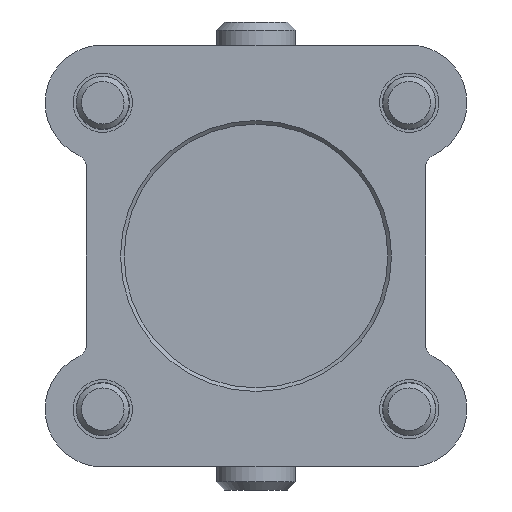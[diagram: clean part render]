
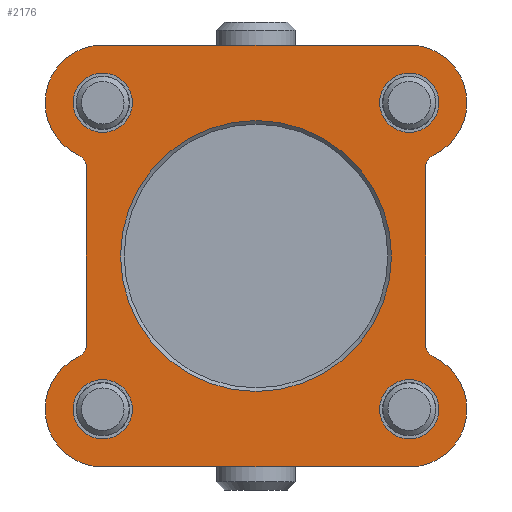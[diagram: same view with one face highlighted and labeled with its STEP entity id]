
A CAD part, front view. The second image highlights one B-rep face of the part: STEP entity #2176.
In plain terms, the highlighted planar face has unit normal (0, -1, 0).
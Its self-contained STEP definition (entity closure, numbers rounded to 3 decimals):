
#152=CIRCLE('',#2370,8.75);
#154=CIRCLE('',#2373,1.92);
#156=CIRCLE('',#2377,1.92);
#158=CIRCLE('',#2380,8.75);
#160=CIRCLE('',#2383,8.75);
#162=CIRCLE('',#2386,1.92);
#164=CIRCLE('',#2390,1.92);
#167=CIRCLE('',#2394,4.5);
#169=CIRCLE('',#2397,4.5);
#171=CIRCLE('',#2400,4.5);
#173=CIRCLE('',#2403,4.5);
#174=CIRCLE('',#2405,8.75);
#176=CIRCLE('',#2408,20.55);
#427=ORIENTED_EDGE('',*,*,#1007,.F.);
#428=ORIENTED_EDGE('',*,*,#1004,.T.);
#429=ORIENTED_EDGE('',*,*,#1002,.T.);
#430=ORIENTED_EDGE('',*,*,#1000,.T.);
#431=ORIENTED_EDGE('',*,*,#998,.T.);
#432=ORIENTED_EDGE('',*,*,#901,.F.);
#433=ORIENTED_EDGE('',*,*,#1005,.F.);
#434=ORIENTED_EDGE('',*,*,#994,.T.);
#435=ORIENTED_EDGE('',*,*,#988,.F.);
#436=ORIENTED_EDGE('',*,*,#985,.T.);
#437=ORIENTED_EDGE('',*,*,#982,.F.);
#438=ORIENTED_EDGE('',*,*,#909,.F.);
#439=ORIENTED_EDGE('',*,*,#980,.F.);
#440=ORIENTED_EDGE('',*,*,#977,.T.);
#441=ORIENTED_EDGE('',*,*,#971,.F.);
#442=ORIENTED_EDGE('',*,*,#968,.T.);
#443=ORIENTED_EDGE('',*,*,#965,.F.);
#901=EDGE_CURVE('',#1204,#1205,#1416,.T.);
#909=EDGE_CURVE('',#1212,#1213,#1424,.T.);
#965=EDGE_CURVE('',#1205,#1260,#152,.T.);
#968=EDGE_CURVE('',#1262,#1260,#154,.T.);
#971=EDGE_CURVE('',#1262,#1264,#1462,.T.);
#977=EDGE_CURVE('',#1268,#1264,#156,.T.);
#980=EDGE_CURVE('',#1268,#1212,#158,.T.);
#982=EDGE_CURVE('',#1213,#1270,#160,.T.);
#985=EDGE_CURVE('',#1272,#1270,#162,.T.);
#988=EDGE_CURVE('',#1272,#1274,#1471,.T.);
#994=EDGE_CURVE('',#1278,#1274,#164,.T.);
#998=EDGE_CURVE('',#1281,#1281,#167,.T.);
#1000=EDGE_CURVE('',#1283,#1283,#169,.T.);
#1002=EDGE_CURVE('',#1285,#1285,#171,.T.);
#1004=EDGE_CURVE('',#1287,#1287,#173,.T.);
#1005=EDGE_CURVE('',#1278,#1204,#174,.T.);
#1007=EDGE_CURVE('',#1288,#1288,#176,.T.);
#1204=VERTEX_POINT('',#3366);
#1205=VERTEX_POINT('',#3368);
#1212=VERTEX_POINT('',#3383);
#1213=VERTEX_POINT('',#3385);
#1260=VERTEX_POINT('',#3522);
#1262=VERTEX_POINT('',#3528);
#1264=VERTEX_POINT('',#3534);
#1268=VERTEX_POINT('',#3545);
#1270=VERTEX_POINT('',#3554);
#1272=VERTEX_POINT('',#3560);
#1274=VERTEX_POINT('',#3566);
#1278=VERTEX_POINT('',#3577);
#1281=VERTEX_POINT('',#3585);
#1283=VERTEX_POINT('',#3590);
#1285=VERTEX_POINT('',#3595);
#1287=VERTEX_POINT('',#3600);
#1288=VERTEX_POINT('',#3606);
#1416=LINE('',#3367,#1564);
#1424=LINE('',#3384,#1572);
#1462=LINE('',#3533,#1610);
#1471=LINE('',#3565,#1619);
#1564=VECTOR('',#2636,1000.);
#1572=VECTOR('',#2646,1000.);
#1610=VECTOR('',#2752,1000.);
#1619=VECTOR('',#2787,1000.);
#1742=EDGE_LOOP('',(#427));
#1743=EDGE_LOOP('',(#428));
#1744=EDGE_LOOP('',(#429));
#1745=EDGE_LOOP('',(#430));
#1746=EDGE_LOOP('',(#431));
#1747=EDGE_LOOP('',(#432,#433,#434,#435,#436,#437,#438,#439,#440,#441,#442,
#443));
#1932=FACE_BOUND('',#1742,.T.);
#1933=FACE_BOUND('',#1743,.T.);
#1934=FACE_BOUND('',#1744,.T.);
#1935=FACE_BOUND('',#1745,.T.);
#1936=FACE_BOUND('',#1746,.T.);
#1937=FACE_BOUND('',#1747,.T.);
#2102=PLANE('',#2407);
#2176=ADVANCED_FACE('',(#1932,#1933,#1934,#1935,#1936,#1937),#2102,.F.);
#2370=AXIS2_PLACEMENT_3D('',#3521,#2738,#2739);
#2373=AXIS2_PLACEMENT_3D('',#3527,#2745,#2746);
#2377=AXIS2_PLACEMENT_3D('',#3544,#2760,#2761);
#2380=AXIS2_PLACEMENT_3D('',#3550,#2767,#2768);
#2383=AXIS2_PLACEMENT_3D('',#3553,#2773,#2774);
#2386=AXIS2_PLACEMENT_3D('',#3559,#2780,#2781);
#2390=AXIS2_PLACEMENT_3D('',#3576,#2795,#2796);
#2394=AXIS2_PLACEMENT_3D('',#3584,#2804,#2805);
#2397=AXIS2_PLACEMENT_3D('',#3589,#2810,#2811);
#2400=AXIS2_PLACEMENT_3D('',#3594,#2816,#2817);
#2403=AXIS2_PLACEMENT_3D('',#3599,#2822,#2823);
#2405=AXIS2_PLACEMENT_3D('',#3602,#2826,#2827);
#2407=AXIS2_PLACEMENT_3D('',#3604,#2830,#2831);
#2408=AXIS2_PLACEMENT_3D('',#3605,#2832,#2833);
#2636=DIRECTION('',(-1.,0.,0.));
#2646=DIRECTION('',(1.,0.,0.));
#2738=DIRECTION('',(0.,1.,0.));
#2739=DIRECTION('',(1.,0.,0.));
#2745=DIRECTION('',(0.,1.,0.));
#2746=DIRECTION('',(1.,0.,0.));
#2752=DIRECTION('',(0.,0.,1.));
#2760=DIRECTION('',(0.,1.,0.));
#2761=DIRECTION('',(1.,0.,0.));
#2767=DIRECTION('',(0.,1.,0.));
#2768=DIRECTION('',(1.,0.,0.));
#2773=DIRECTION('',(0.,1.,0.));
#2774=DIRECTION('',(1.,0.,0.));
#2780=DIRECTION('',(0.,1.,0.));
#2781=DIRECTION('',(1.,0.,0.));
#2787=DIRECTION('',(0.,0.,-1.));
#2795=DIRECTION('',(0.,1.,0.));
#2796=DIRECTION('',(1.,0.,0.));
#2804=DIRECTION('',(0.,1.,0.));
#2805=DIRECTION('',(1.,0.,0.));
#2810=DIRECTION('',(0.,1.,0.));
#2811=DIRECTION('',(1.,0.,0.));
#2816=DIRECTION('',(0.,1.,0.));
#2817=DIRECTION('',(1.,0.,0.));
#2822=DIRECTION('',(0.,1.,0.));
#2823=DIRECTION('',(1.,0.,0.));
#2826=DIRECTION('',(0.,1.,0.));
#2827=DIRECTION('',(1.,0.,0.));
#2830=DIRECTION('',(0.,1.,0.));
#2831=DIRECTION('',(0.,0.,1.));
#2832=DIRECTION('',(0.,-1.,0.));
#2833=DIRECTION('',(0.,0.,-1.));
#3366=CARTESIAN_POINT('',(23.25,0.,-32.));
#3367=CARTESIAN_POINT('',(23.25,0.,-32.));
#3368=CARTESIAN_POINT('',(-23.25,0.,-32.));
#3383=CARTESIAN_POINT('',(-23.25,0.,32.));
#3384=CARTESIAN_POINT('',(-23.25,0.,32.));
#3385=CARTESIAN_POINT('',(23.25,0.,32.));
#3521=CARTESIAN_POINT('',(-23.25,0.,-23.25));
#3522=CARTESIAN_POINT('',(-26.865,0.,-15.281));
#3527=CARTESIAN_POINT('',(-27.658,0.,-13.533));
#3528=CARTESIAN_POINT('',(-25.738,0.,-13.533));
#3533=CARTESIAN_POINT('',(-25.738,0.,-13.533));
#3534=CARTESIAN_POINT('',(-25.738,0.,13.533));
#3544=CARTESIAN_POINT('',(-27.658,0.,13.533));
#3545=CARTESIAN_POINT('',(-26.865,0.,15.281));
#3550=CARTESIAN_POINT('',(-23.25,0.,23.25));
#3553=CARTESIAN_POINT('',(23.25,0.,23.25));
#3554=CARTESIAN_POINT('',(26.865,0.,15.281));
#3559=CARTESIAN_POINT('',(27.658,0.,13.533));
#3560=CARTESIAN_POINT('',(25.738,0.,13.533));
#3565=CARTESIAN_POINT('',(25.738,0.,13.533));
#3566=CARTESIAN_POINT('',(25.738,0.,-13.533));
#3576=CARTESIAN_POINT('',(27.658,0.,-13.533));
#3577=CARTESIAN_POINT('',(26.865,0.,-15.281));
#3584=CARTESIAN_POINT('',(23.25,0.,-23.25));
#3585=CARTESIAN_POINT('',(27.75,0.,-23.25));
#3589=CARTESIAN_POINT('',(23.25,0.,23.25));
#3590=CARTESIAN_POINT('',(27.75,0.,23.25));
#3594=CARTESIAN_POINT('',(-23.25,0.,-23.25));
#3595=CARTESIAN_POINT('',(-18.75,0.,-23.25));
#3599=CARTESIAN_POINT('',(-23.25,0.,23.25));
#3600=CARTESIAN_POINT('',(-18.75,0.,23.25));
#3602=CARTESIAN_POINT('',(23.25,0.,-23.25));
#3604=CARTESIAN_POINT('',(-23.25,0.,-23.25));
#3605=CARTESIAN_POINT('',(0.,0.,0.));
#3606=CARTESIAN_POINT('',(0.,0.,-20.55));
